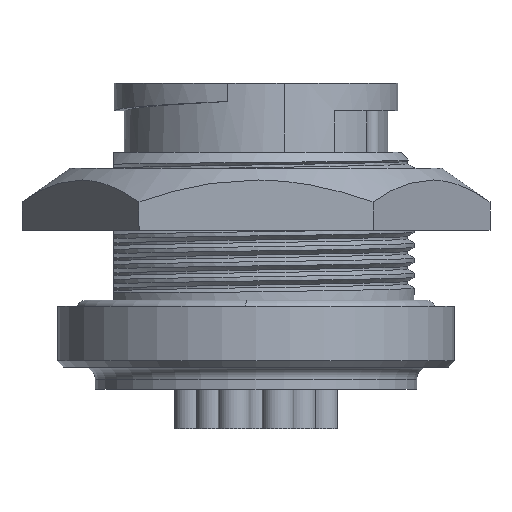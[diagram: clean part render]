
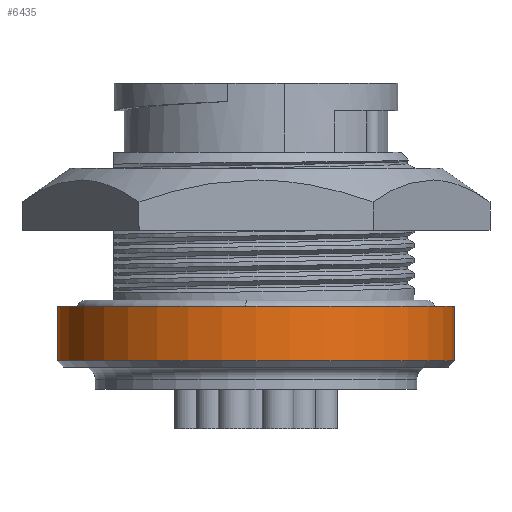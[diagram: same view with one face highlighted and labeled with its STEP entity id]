
A CAD part, front view. The second image highlights one B-rep face of the part: STEP entity #6435.
In plain terms, the highlighted cylindrical face has radius 12.446 mm (diameter 24.892 mm), a partial arc.
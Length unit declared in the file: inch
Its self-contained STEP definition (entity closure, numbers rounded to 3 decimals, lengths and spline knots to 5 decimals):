
#462 = CARTESIAN_POINT ( 'NONE',  ( 0.49, 0., -0.684 ) ) ;
#1545 = EDGE_CURVE ( 'NONE', #14764, #4008, #7844, .T. ) ;
#1668 = CARTESIAN_POINT ( 'NONE',  ( -0.49, 0., -0.684 ) ) ;
#2079 = CARTESIAN_POINT ( 'NONE',  ( 0.49, 0., -0.7 ) ) ;
#2342 = CARTESIAN_POINT ( 'NONE',  ( -0.49, 0., -0.55 ) ) ;
#3310 = EDGE_CURVE ( 'NONE', #5389, #4008, #3884, .T. ) ;
#3339 = ORIENTED_EDGE ( 'NONE', *, *, #1545, .T. ) ;
#3587 = AXIS2_PLACEMENT_3D ( 'NONE', #5387, #13307, #16466 ) ;
#3884 = LINE ( 'NONE', #2079, #6568 ) ;
#4008 = VERTEX_POINT ( 'NONE', #462 ) ;
#4129 = ORIENTED_EDGE ( 'NONE', *, *, #11071, .F. ) ;
#5292 = EDGE_LOOP ( 'NONE', ( #10419, #4129, #11994, #3339 ) ) ;
#5357 = CARTESIAN_POINT ( 'NONE',  ( 0., 0., -0.55 ) ) ;
#5387 = CARTESIAN_POINT ( 'NONE',  ( 0., 0., -0.7 ) ) ;
#5389 = VERTEX_POINT ( 'NONE', #12003 ) ;
#5573 = VECTOR ( 'NONE', #15465, 39.37008 ) ;
#5730 = CIRCLE ( 'NONE', #15743, 0.49 ) ;
#5770 = AXIS2_PLACEMENT_3D ( 'NONE', #9902, #15218, #10791 ) ;
#6435 = ADVANCED_FACE ( 'NONE', ( #10290 ), #16137, .T. ) ;
#6568 = VECTOR ( 'NONE', #15363, 39.37008 ) ;
#6897 = DIRECTION ( 'NONE',  ( 1., 0., 0. ) ) ;
#7513 = CARTESIAN_POINT ( 'NONE',  ( -0.49, 0., -0.7 ) ) ;
#7521 = VERTEX_POINT ( 'NONE', #2342 ) ;
#7580 = DIRECTION ( 'NONE',  ( 0., 0., 1. ) ) ;
#7844 = CIRCLE ( 'NONE', #5770, 0.49 ) ;
#9902 = CARTESIAN_POINT ( 'NONE',  ( 0., 0., -0.684 ) ) ;
#10290 = FACE_OUTER_BOUND ( 'NONE', #5292, .T. ) ;
#10419 = ORIENTED_EDGE ( 'NONE', *, *, #3310, .F. ) ;
#10791 = DIRECTION ( 'NONE',  ( -1., 0., 0. ) ) ;
#11071 = EDGE_CURVE ( 'NONE', #7521, #5389, #5730, .T. ) ;
#11994 = ORIENTED_EDGE ( 'NONE', *, *, #13966, .T. ) ;
#12003 = CARTESIAN_POINT ( 'NONE',  ( 0.49, 0., -0.55 ) ) ;
#13307 = DIRECTION ( 'NONE',  ( 0., 0., -1. ) ) ;
#13966 = EDGE_CURVE ( 'NONE', #7521, #14764, #16970, .T. ) ;
#14764 = VERTEX_POINT ( 'NONE', #1668 ) ;
#15218 = DIRECTION ( 'NONE',  ( 0., 0., 1. ) ) ;
#15363 = DIRECTION ( 'NONE',  ( 0., 0., -1. ) ) ;
#15465 = DIRECTION ( 'NONE',  ( 0., 0., -1. ) ) ;
#15743 = AXIS2_PLACEMENT_3D ( 'NONE', #5357, #7580, #6897 ) ;
#16137 = CYLINDRICAL_SURFACE ( 'NONE', #3587, 0.49 ) ;
#16466 = DIRECTION ( 'NONE',  ( -1., 0., 0. ) ) ;
#16970 = LINE ( 'NONE', #7513, #5573 ) ;
